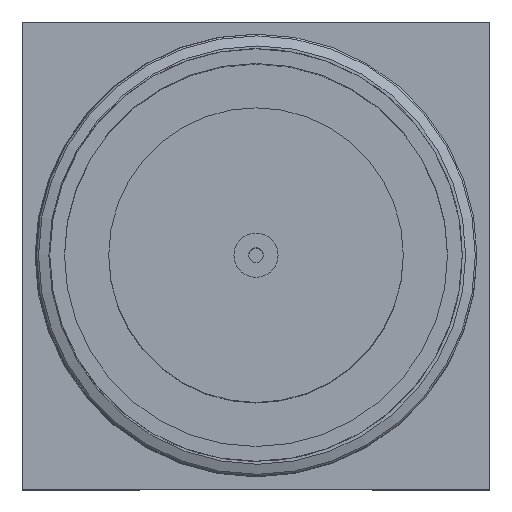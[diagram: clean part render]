
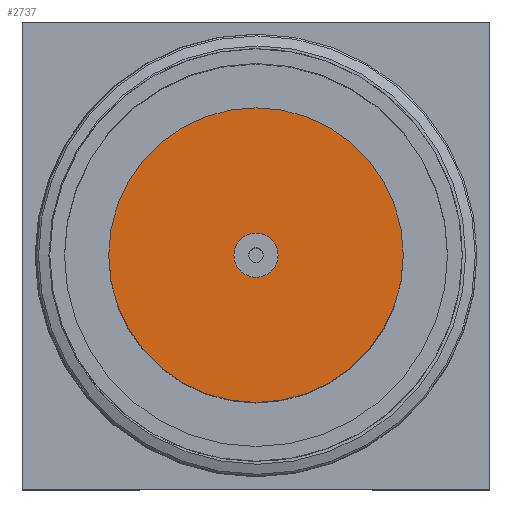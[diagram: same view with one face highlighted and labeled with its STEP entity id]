
A CAD part, top view. The second image highlights one B-rep face of the part: STEP entity #2737.
In plain terms, the highlighted planar face has unit normal (0, 0, 1).
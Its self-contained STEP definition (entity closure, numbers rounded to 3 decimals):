
#2718 = VERTEX_POINT('',#2719);
#2719 = CARTESIAN_POINT('',(2.,0.,7.85));
#2725 = EDGE_CURVE('',#2718,#2718,#2726,.T.);
#2726 = CIRCLE('',#2727,2.);
#2727 = AXIS2_PLACEMENT_3D('',#2728,#2729,#2730);
#2728 = CARTESIAN_POINT('',(0.,0.,7.85));
#2729 = DIRECTION('',(0.,0.,1.));
#2730 = DIRECTION('',(1.,0.,0.));
#2737 = ADVANCED_FACE('',(#2738,#2741),#2752,.T.);
#2738 = FACE_BOUND('',#2739,.T.);
#2739 = EDGE_LOOP('',(#2740));
#2740 = ORIENTED_EDGE('',*,*,#2725,.T.);
#2741 = FACE_BOUND('',#2742,.T.);
#2742 = EDGE_LOOP('',(#2743));
#2743 = ORIENTED_EDGE('',*,*,#2744,.F.);
#2744 = EDGE_CURVE('',#2745,#2745,#2747,.T.);
#2745 = VERTEX_POINT('',#2746);
#2746 = CARTESIAN_POINT('',(0.3,0.,7.85));
#2747 = CIRCLE('',#2748,0.3);
#2748 = AXIS2_PLACEMENT_3D('',#2749,#2750,#2751);
#2749 = CARTESIAN_POINT('',(0.,0.,7.85));
#2750 = DIRECTION('',(0.,0.,1.));
#2751 = DIRECTION('',(1.,0.,0.));
#2752 = PLANE('',#2753);
#2753 = AXIS2_PLACEMENT_3D('',#2754,#2755,#2756);
#2754 = CARTESIAN_POINT('',(0.,0.,7.85
));
#2755 = DIRECTION('',(0.,0.,1.));
#2756 = DIRECTION('',(1.,0.,0.));
